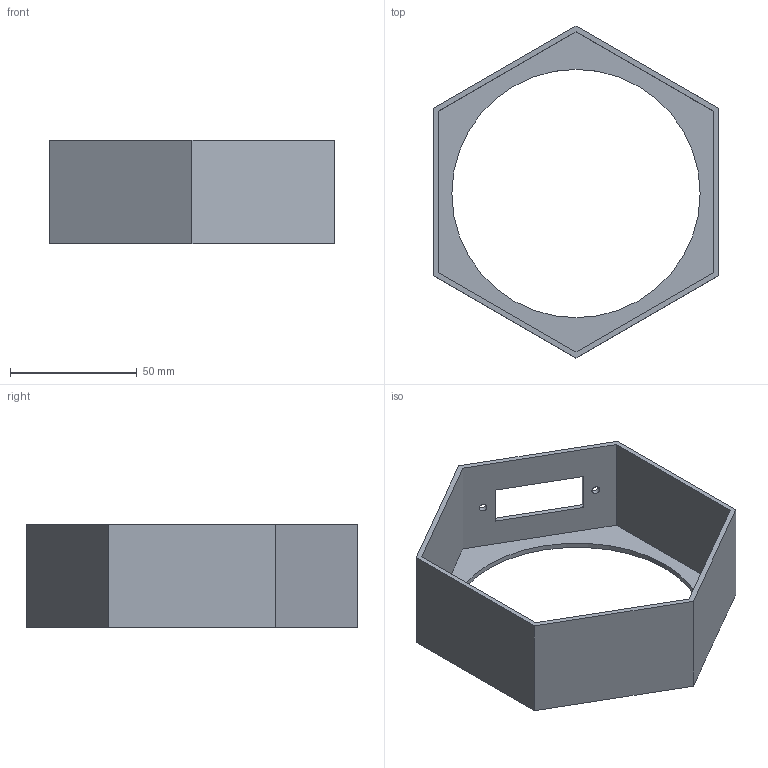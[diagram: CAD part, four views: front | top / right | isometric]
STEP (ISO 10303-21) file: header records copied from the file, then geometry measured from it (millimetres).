
FILE_DESCRIPTION (( 'STEP AP203' ), '1' );
FILE_NAME ('Carbon-Cartridge.STEP', '2021-07-02T12:14:50', ( '' ), ( '' ), 'SwSTEP 2.0', 'SolidWorks 2019', '' );
FILE_SCHEMA (( 'CONFIG_CONTROL_DESIGN' ));
Length unit declared in the file: millimetre
Products named in the file (1): Carbon-Cartridge
Bounding box: 112.4 x 130.94 x 41 mm (x, y, z)
Volume: 35956 mm3; surface area: 37598 mm2
Topology: 1 solids, 1 shells, 25 faces, 66 edges, 44 vertices
Faces by surface type: plane 19, cylinder 6
Entity records: 865 total; most frequent: CARTESIAN_POINT 136, ORIENTED_EDGE 132, DIRECTION 130, EDGE_CURVE 66, VECTOR 54, LINE 54, VERTEX_POINT 44, AXIS2_PLACEMENT_3D 38
